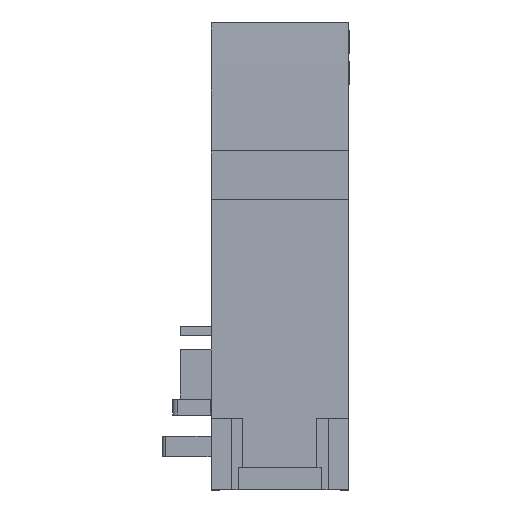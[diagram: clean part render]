
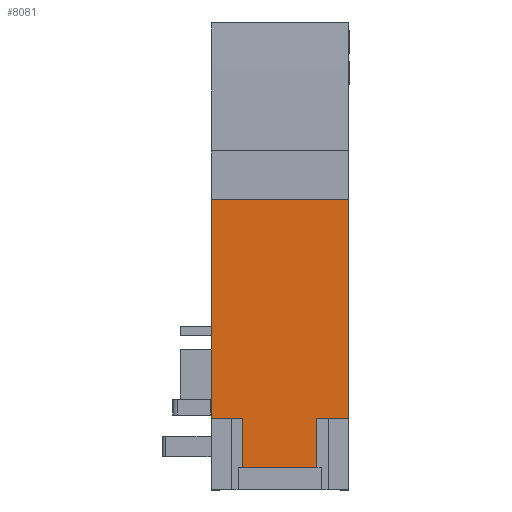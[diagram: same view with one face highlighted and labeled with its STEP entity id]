
A CAD part, front view. The second image highlights one B-rep face of the part: STEP entity #8081.
In plain terms, the highlighted planar face has unit normal (0, -1, 0).
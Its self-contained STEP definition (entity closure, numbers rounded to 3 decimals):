
#6544=FACE_OUTER_BOUND('',#12624,.T.);
#8081=ADVANCED_FACE('',(#6544),#9646,.F.);
#9646=PLANE('',#36354);
#12624=EDGE_LOOP('',(#15528,#15529,#15530,#15531,#15532,#15533,#15534,#15535));
#15528=ORIENTED_EDGE('',*,*,#26732,.T.);
#15529=ORIENTED_EDGE('',*,*,#26733,.T.);
#15530=ORIENTED_EDGE('',*,*,#26734,.F.);
#15531=ORIENTED_EDGE('',*,*,#26735,.F.);
#15532=ORIENTED_EDGE('',*,*,#25535,.F.);
#15533=ORIENTED_EDGE('',*,*,#26736,.T.);
#15534=ORIENTED_EDGE('',*,*,#26715,.T.);
#15535=ORIENTED_EDGE('',*,*,#26737,.F.);
#22713=VERTEX_POINT('',#44560);
#22714=VERTEX_POINT('',#44562);
#23808=VERTEX_POINT('',#47970);
#23809=VERTEX_POINT('',#47972);
#23824=VERTEX_POINT('',#48005);
#23825=VERTEX_POINT('',#48006);
#23826=VERTEX_POINT('',#48008);
#23827=VERTEX_POINT('',#48010);
#25535=EDGE_CURVE('',#22713,#22714,#29783,.T.);
#26715=EDGE_CURVE('',#23809,#23808,#30691,.T.);
#26732=EDGE_CURVE('',#23824,#23825,#30707,.T.);
#26733=EDGE_CURVE('',#23825,#23826,#30708,.T.);
#26734=EDGE_CURVE('',#23827,#23826,#30709,.T.);
#26735=EDGE_CURVE('',#22714,#23827,#30710,.T.);
#26736=EDGE_CURVE('',#22713,#23809,#30711,.T.);
#26737=EDGE_CURVE('',#23824,#23808,#30712,.T.);
#29783=LINE('',#44561,#32829);
#30691=LINE('',#47971,#33749);
#30707=LINE('',#48004,#33765);
#30708=LINE('',#48007,#33766);
#30709=LINE('',#48009,#33767);
#30710=LINE('',#48011,#33768);
#30711=LINE('',#48012,#33769);
#30712=LINE('',#48013,#33770);
#32829=VECTOR('',#37834,1.);
#33749=VECTOR('',#39258,1.);
#33765=VECTOR('',#39278,1.);
#33766=VECTOR('',#39279,1.);
#33767=VECTOR('',#39280,1.);
#33768=VECTOR('',#39281,1.);
#33769=VECTOR('',#39282,1.);
#33770=VECTOR('',#39283,1.);
#36354=AXIS2_PLACEMENT_3D('',#48014,#39284,#39285);
#37834=DIRECTION('',(0.,0.,-1.));
#39258=DIRECTION('',(0.,0.,-1.));
#39278=DIRECTION('',(0.,0.,-1.));
#39279=DIRECTION('',(1.,0.,0.));
#39280=DIRECTION('',(0.,0.,-1.));
#39281=DIRECTION('',(-1.,0.,0.));
#39282=DIRECTION('',(-1.,0.,0.));
#39283=DIRECTION('',(-1.,0.,0.));
#39284=DIRECTION('',(0.,1.,0.));
#39285=DIRECTION('',(0.,0.,1.));
#44560=CARTESIAN_POINT('',(15.,0.,31.8));
#44561=CARTESIAN_POINT('',(15.,0.,31.8));
#44562=CARTESIAN_POINT('',(15.,0.,7.85));
#47970=CARTESIAN_POINT('',(0.,0.,7.85));
#47971=CARTESIAN_POINT('',(0.,0.,31.8));
#47972=CARTESIAN_POINT('',(0.,0.,31.8));
#48004=CARTESIAN_POINT('',(3.45,0.,7.85));
#48005=CARTESIAN_POINT('',(3.45,0.,7.85));
#48006=CARTESIAN_POINT('',(3.45,0.,2.45));
#48007=CARTESIAN_POINT('',(3.45,0.,2.45));
#48008=CARTESIAN_POINT('',(11.55,0.,2.45));
#48009=CARTESIAN_POINT('',(11.55,0.,7.85));
#48010=CARTESIAN_POINT('',(11.55,0.,7.85));
#48011=CARTESIAN_POINT('',(15.,0.,7.85));
#48012=CARTESIAN_POINT('',(15.,0.,31.8));
#48013=CARTESIAN_POINT('',(3.45,0.,7.85));
#48014=CARTESIAN_POINT('',(15.,0.,31.8));
